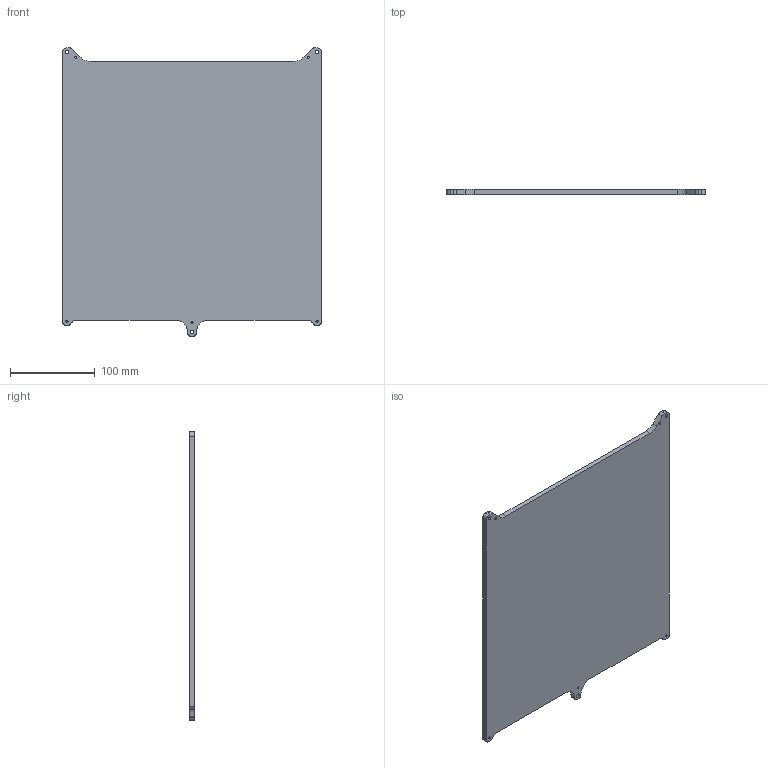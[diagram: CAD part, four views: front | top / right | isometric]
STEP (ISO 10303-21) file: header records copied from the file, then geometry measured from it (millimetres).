
FILE_DESCRIPTION (( 'STEP AP203' ), '1' );
FILE_NAME ('z_plate_3.1.STEP', '2019-09-14T17:10:36', ( '' ), ( '' ), 'SwSTEP 2.0', 'SolidWorks 2019', '' );
FILE_SCHEMA (( 'CONFIG_CONTROL_DESIGN' ));
Length unit declared in the file: millimetre
Products named in the file (1): z_plate_3.1
Bounding box: 305 x 6.35 x 340 mm (x, y, z)
Volume: 596341.2 mm3; surface area: 196581.8 mm2
Topology: 1 solids, 1 shells, 54 faces, 150 edges, 98 vertices
Faces by surface type: cylinder 32, plane 16, cone 6
Entity records: 1865 total; most frequent: DIRECTION 330, CARTESIAN_POINT 303, ORIENTED_EDGE 300, EDGE_CURVE 150, AXIS2_PLACEMENT_3D 125, VERTEX_POINT 98, LINE 80, VECTOR 80
